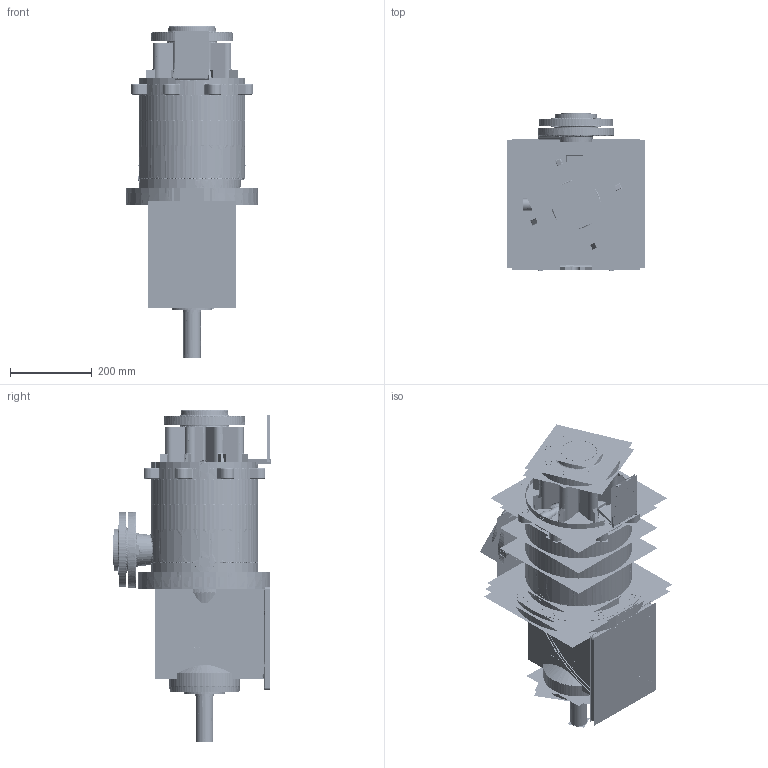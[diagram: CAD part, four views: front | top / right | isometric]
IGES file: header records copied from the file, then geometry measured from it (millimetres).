
Start section:  PTC IGES file: montagem_87108320-00_asm.igs
Global section: file name: montagem_87108320-00_asm.igs; native system: Creo Parametric by PTC Inc.; preprocessor: 2021063; author: santl06; organization: Unknown; date: 20220124.114509; units: millimetre
Bounding box: 335.92 x 384.06 x 810.65 mm (x, y, z)
Volume: 20347562.3 mm3; surface area: 12937549.6 mm2
Topology: 10 solids, 42 shells, 5164 faces, 26286 edges, 33732 vertices
Faces by surface type: revolution 3580, bspline 1584
